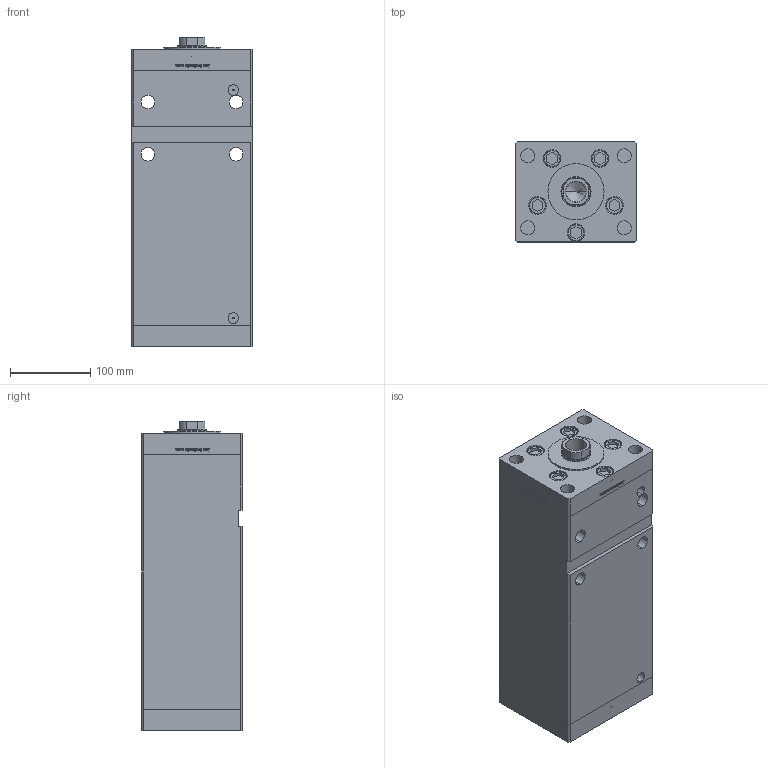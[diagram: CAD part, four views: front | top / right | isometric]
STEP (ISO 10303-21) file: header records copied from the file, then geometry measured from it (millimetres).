
FILE_DESCRIPTION (( 'STEP AP203' ), '1' );
FILE_NAME ('9781.STEP', '2024-01-09T01:13:16', ( '' ), ( '' ), 'SwSTEP 2.0', 'SolidWorks 2019', '' );
FILE_SCHEMA (( 'CONFIG_CONTROL_DESIGN' ));
Length unit declared in the file: millimetre
Products named in the file (6): V220C_VC_E 8c60ab7262140db7a4d2e45ceb00b69e; V220C BACK_E 8c60ab7262140db7a4d2e45ceb00b69e; ALLEN BOLT 8c60ab7262140db7a4d2e45ceb00b69e; V220C_E MIDDLE 8c60ab7262140db7a4d2e45ceb00b69e; V220C_FRONT_E 8c60ab7262140db7a4d2e45ceb00b69e; 9781
Assembly tree (14 placements, depth 2):
  9781
    V220C BACK_E 8c60ab7262140db7a4d2e45ceb00b69e
    V220C_E MIDDLE 8c60ab7262140db7a4d2e45ceb00b69e
    V220C_FRONT_E 8c60ab7262140db7a4d2e45ceb00b69e
    ALLEN BOLT 8c60ab7262140db7a4d2e45ceb00b69e  x10
    V220C_VC_E 8c60ab7262140db7a4d2e45ceb00b69e
Bounding box: 150 x 125 x 386 mm (x, y, z)
Volume: 5601981.6 mm3; surface area: 537047.3 mm2
Topology: 14 solids, 14 shells, 1214 faces, 3029 edges, 1987 vertices
Faces by surface type: bspline 484, plane 475, cylinder 165, cone 46, torus 44
Entity records: 53035 total; most frequent: CARTESIAN_POINT 30353, ORIENTED_EDGE 5226, DIRECTION 3017, EDGE_CURVE 2613, VERTEX_POINT 1735, LINE 1355, VECTOR 1355, EDGE_LOOP 1192
